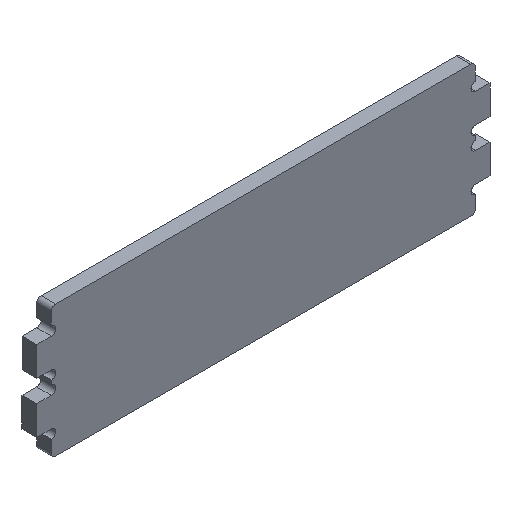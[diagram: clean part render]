
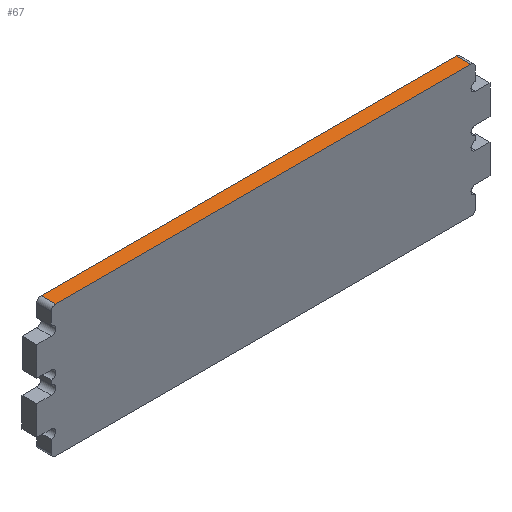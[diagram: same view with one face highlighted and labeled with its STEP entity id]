
A CAD part, isometric view. The second image highlights one B-rep face of the part: STEP entity #67.
In plain terms, the highlighted planar face has unit normal (0, 0, 1).
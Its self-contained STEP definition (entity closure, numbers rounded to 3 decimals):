
#67=ADVANCED_FACE('',(#185),#187,.T.);
#185=FACE_BOUND('',#186,.T.);
#186=EDGE_LOOP('',(#381,#382,#383,#384));
#187=PLANE('',#188);
#188=AXIS2_PLACEMENT_3D('',#189,#190,#191);
#189=CARTESIAN_POINT('',(-145.,0.,73.554));
#190=DIRECTION('',(0.,0.,1.));
#191=DIRECTION('',(1.,0.,0.));
#381=ORIENTED_EDGE('',*,*,#561,.T.);
#382=ORIENTED_EDGE('',*,*,#562,.F.);
#383=ORIENTED_EDGE('',*,*,#563,.F.);
#384=ORIENTED_EDGE('',*,*,#564,.T.);
#561=EDGE_CURVE('',#689,#690,#691,.T.);
#562=EDGE_CURVE('',#692,#690,#693,.T.);
#563=EDGE_CURVE('',#694,#692,#695,.T.);
#564=EDGE_CURVE('',#694,#689,#696,.T.);
#689=VERTEX_POINT('',#945);
#690=VERTEX_POINT('',#946);
#691=LINE('',#947,#948);
#692=VERTEX_POINT('',#950);
#693=LINE('',#951,#952);
#694=VERTEX_POINT('',#954);
#695=LINE('',#955,#956);
#696=LINE('',#958,#959);
#945=CARTESIAN_POINT('',(142.,0.,73.554));
#946=CARTESIAN_POINT('',(142.,10.,73.554));
#947=CARTESIAN_POINT('',(142.,0.,73.554));
#948=VECTOR('',#949,1.);
#949=DIRECTION('',(0.,1.,0.));
#950=CARTESIAN_POINT('',(-142.,10.,73.554));
#951=CARTESIAN_POINT('',(-142.,10.,73.554));
#952=VECTOR('',#953,1.);
#953=DIRECTION('',(1.,0.,0.));
#954=CARTESIAN_POINT('',(-142.,0.,73.554));
#955=CARTESIAN_POINT('',(-142.,0.,73.554));
#956=VECTOR('',#957,1.);
#957=DIRECTION('',(0.,1.,0.));
#958=CARTESIAN_POINT('',(-142.,0.,73.554));
#959=VECTOR('',#960,1.);
#960=DIRECTION('',(1.,0.,0.));
